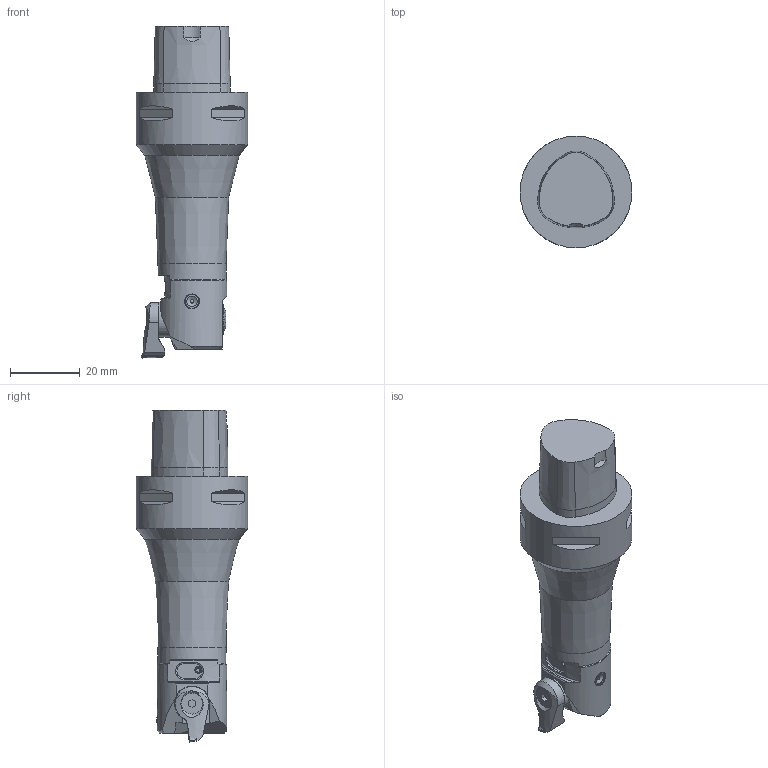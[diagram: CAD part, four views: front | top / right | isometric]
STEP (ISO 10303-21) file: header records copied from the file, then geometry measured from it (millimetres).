
FILE_DESCRIPTION(/* description */ ('3-D model version:1'),/* implementation_level */ '2;1');
FILE_NAME(/* name */ '825-29TC06-C3',/* time_stamp */ '2013-01-23T09:47:27+01:00',/* author */ ('InteractiveCad'),/* organization */ ('AB Sandvik Coromant'),/* preprocessor_version */ 'ST-DEVELOPER v11',/* originating_system */ 'SIEMENS UGS NX 6.0',/* authorisation */ '');
FILE_SCHEMA (('CONFIG_CONTROL_DESIGN'));
Length unit declared in the file: millimetre
Products named in the file (3): C3_R825A_AAA065A_SIM; R825A_AF11STUC06T1A_SIM; 825_29TC06_C3_SIM
Assembly tree (2 placements, depth 2):
  825_29TC06_C3_SIM
    R825A_AF11STUC06T1A_SIM
    C3_R825A_AAA065A_SIM
Bounding box: 32 x 32 x 95 mm (x, y, z)
Volume: 39767.4 mm3; surface area: 8527.3 mm2
Topology: 3 solids, 4 shells, 381 faces, 1042 edges, 688 vertices
Faces by surface type: plane 305, cylinder 37, cone 30, torus 6, sphere 2, bspline 1
Full cylindrical faces by diameter (mm): 1 x1, 2 x1, 2.1 x1, 2.2 x1, 2.4 x1, 4 x3, 4.015 x1, 4.2 x1, 4.25 x1, 4.506 x1, 5 x1, 6 x1, 10 x1, 19.47 x1, 32 x1
Entity records: 12545 total; most frequent: CARTESIAN_POINT 2715, ORIENTED_EDGE 1986, DIRECTION 1929, EDGE_CURVE 993, LINE 681, VECTOR 681, VERTEX_POINT 672, AXIS2_PLACEMENT_3D 624
